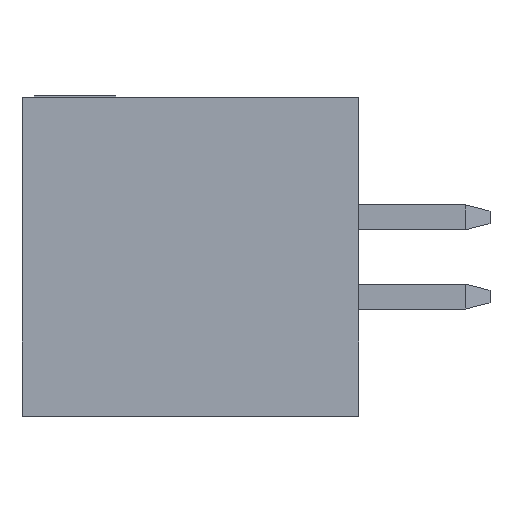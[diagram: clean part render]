
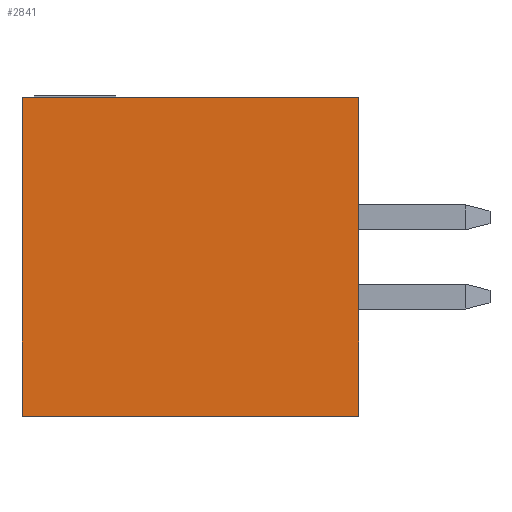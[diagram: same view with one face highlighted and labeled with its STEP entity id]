
A CAD part, left-side view. The second image highlights one B-rep face of the part: STEP entity #2841.
In plain terms, the highlighted planar face has unit normal (-1, 0, 0).
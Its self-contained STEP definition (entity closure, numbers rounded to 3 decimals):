
#75=FACE_OUTER_BOUND('',#259,.T.);
#259=EDGE_LOOP('',(#2035,#2036,#2037,#2038));
#433=LINE('',#4010,#829);
#495=LINE('',#4134,#891);
#510=LINE('',#4162,#906);
#516=LINE('',#4174,#912);
#829=VECTOR('',#3234,10.);
#891=VECTOR('',#3338,10.);
#906=VECTOR('',#3361,10.);
#912=VECTOR('',#3375,10.);
#1217=VERTEX_POINT('',#4007);
#1218=VERTEX_POINT('',#4009);
#1259=VERTEX_POINT('',#4133);
#1268=VERTEX_POINT('',#4160);
#1461=EDGE_CURVE('',#1217,#1218,#433,.T.);
#1523=EDGE_CURVE('',#1259,#1218,#495,.T.);
#1538=EDGE_CURVE('',#1217,#1268,#510,.T.);
#1544=EDGE_CURVE('',#1259,#1268,#516,.T.);
#2035=ORIENTED_EDGE('',*,*,#1461,.F.);
#2036=ORIENTED_EDGE('',*,*,#1538,.T.);
#2037=ORIENTED_EDGE('',*,*,#1544,.F.);
#2038=ORIENTED_EDGE('',*,*,#1523,.T.);
#2658=PLANE('',#3036);
#2841=ADVANCED_FACE('',(#75),#2658,.T.);
#3036=AXIS2_PLACEMENT_3D('',#4173,#3373,#3374);
#3234=DIRECTION('',(0.,0.,-1.));
#3338=DIRECTION('',(0.,-1.,0.));
#3361=DIRECTION('',(0.,1.,0.));
#3373=DIRECTION('center_axis',(-1.,0.,0.));
#3374=DIRECTION('ref_axis',(0.,0.,1.));
#3375=DIRECTION('',(0.,0.,1.));
#4007=CARTESIAN_POINT('',(-6.325,0.,2.55));
#4009=CARTESIAN_POINT('',(-6.325,0.,-2.55));
#4010=CARTESIAN_POINT('',(-6.325,0.,2.55));
#4133=CARTESIAN_POINT('',(-6.325,5.4,-2.55));
#4134=CARTESIAN_POINT('',(-6.325,5.4,-2.55));
#4160=CARTESIAN_POINT('',(-6.325,5.4,2.55));
#4162=CARTESIAN_POINT('',(-6.325,0.,2.55));
#4173=CARTESIAN_POINT('Origin',(-6.325,0.,0.));
#4174=CARTESIAN_POINT('',(-6.325,5.4,-2.55));
